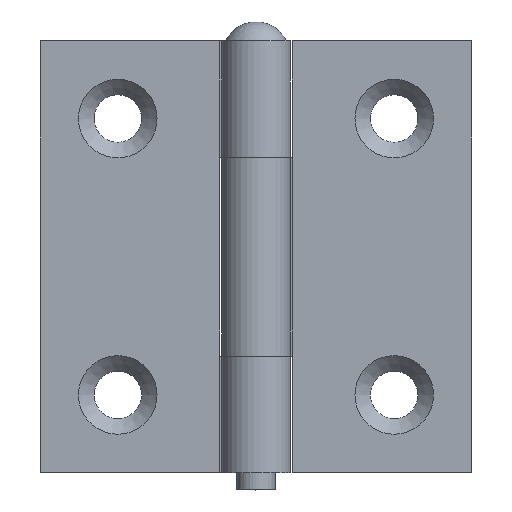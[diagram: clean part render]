
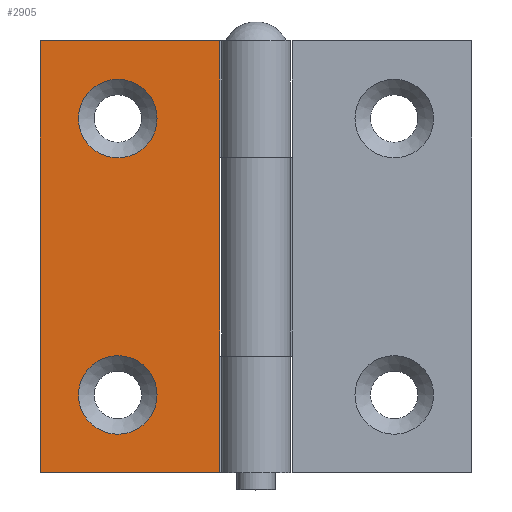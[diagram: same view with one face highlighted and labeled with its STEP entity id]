
A CAD part, top view. The second image highlights one B-rep face of the part: STEP entity #2905.
In plain terms, the highlighted planar face has unit normal (0, 0, 1).
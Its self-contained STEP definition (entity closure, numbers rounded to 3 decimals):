
#46 = ORIENTED_EDGE ( 'NONE', *, *, #3403, .F. ) ;
#297 = ORIENTED_EDGE ( 'NONE', *, *, #6430, .F. ) ;
#315 = EDGE_CURVE ( 'NONE', #10197, #10197, #6631, .T. ) ;
#390 = VECTOR ( 'NONE', #6060, 1000. ) ;
#654 = CARTESIAN_POINT ( 'NONE',  ( -16., 16., -0.4 ) ) ;
#779 = AXIS2_PLACEMENT_3D ( 'NONE', #654, #6920, #9665 ) ;
#843 = DIRECTION ( 'NONE',  ( -1., 0., 0. ) ) ;
#1008 = CARTESIAN_POINT ( 'NONE',  ( -4.2, 25., -0.4 ) ) ;
#1039 = CIRCLE ( 'NONE', #779, 4.55 ) ;
#1178 = DIRECTION ( 'NONE',  ( 0., 0., -1. ) ) ;
#1330 = ORIENTED_EDGE ( 'NONE', *, *, #6785, .T. ) ;
#1520 = EDGE_CURVE ( 'NONE', #4293, #2267, #6032, .T. ) ;
#1644 = CARTESIAN_POINT ( 'NONE',  ( -4.2, 25., -0.4 ) ) ;
#1751 = CARTESIAN_POINT ( 'NONE',  ( -20.55, -16., -0.4 ) ) ;
#1786 = CARTESIAN_POINT ( 'NONE',  ( -4.2, -11.5, -0.4 ) ) ;
#1842 = PLANE ( 'NONE',  #4113 ) ;
#1979 = CARTESIAN_POINT ( 'NONE',  ( -25., 25., -0.4 ) ) ;
#2155 = CARTESIAN_POINT ( 'NONE',  ( -4.2, -25., -0.4 ) ) ;
#2212 = CARTESIAN_POINT ( 'NONE',  ( -25., -25., -0.4 ) ) ;
#2267 = VERTEX_POINT ( 'NONE', #2212 ) ;
#2905 = ADVANCED_FACE ( 'NONE', ( #10881, #5156, #8883 ), #1842, .F. ) ;
#3011 = VERTEX_POINT ( 'NONE', #1786 ) ;
#3205 = ORIENTED_EDGE ( 'NONE', *, *, #11166, .T. ) ;
#3403 = EDGE_CURVE ( 'NONE', #11056, #3011, #6156, .T. ) ;
#3578 = CARTESIAN_POINT ( 'NONE',  ( -25., -25., -0.4 ) ) ;
#3585 = ORIENTED_EDGE ( 'NONE', *, *, #315, .T. ) ;
#3627 = CARTESIAN_POINT ( 'NONE',  ( -20.55, 16., -0.4 ) ) ;
#3867 = DIRECTION ( 'NONE',  ( 0., -1., 0. ) ) ;
#3970 = DIRECTION ( 'NONE',  ( 0., -1., 0. ) ) ;
#4113 = AXIS2_PLACEMENT_3D ( 'NONE', #9103, #4519, #843 ) ;
#4274 = EDGE_LOOP ( 'NONE', ( #3585 ) ) ;
#4293 = VERTEX_POINT ( 'NONE', #7913 ) ;
#4315 = EDGE_LOOP ( 'NONE', ( #1330, #5961, #46, #297, #9617, #4362 ) ) ;
#4362 = ORIENTED_EDGE ( 'NONE', *, *, #1520, .T. ) ;
#4519 = DIRECTION ( 'NONE',  ( 0., 0., -1. ) ) ;
#4599 = CARTESIAN_POINT ( 'NONE',  ( -25., 25., -0.4 ) ) ;
#4893 = AXIS2_PLACEMENT_3D ( 'NONE', #10391, #1178, #8507 ) ;
#5156 = FACE_BOUND ( 'NONE', #10222, .T. ) ;
#5393 = LINE ( 'NONE', #3578, #5678 ) ;
#5540 = LINE ( 'NONE', #9856, #390 ) ;
#5678 = VECTOR ( 'NONE', #10000, 1000. ) ;
#5690 = LINE ( 'NONE', #1008, #8126 ) ;
#5888 = VERTEX_POINT ( 'NONE', #3627 ) ;
#5961 = ORIENTED_EDGE ( 'NONE', *, *, #6149, .F. ) ;
#6032 = LINE ( 'NONE', #1979, #10466 ) ;
#6060 = DIRECTION ( 'NONE',  ( 0., -1., 0. ) ) ;
#6149 = EDGE_CURVE ( 'NONE', #3011, #9529, #5690, .T. ) ;
#6156 = LINE ( 'NONE', #1644, #10730 ) ;
#6305 = CARTESIAN_POINT ( 'NONE',  ( -4.2, 25., -0.4 ) ) ;
#6430 = EDGE_CURVE ( 'NONE', #7388, #11056, #5540, .T. ) ;
#6631 = CIRCLE ( 'NONE', #4893, 4.55 ) ;
#6665 = DIRECTION ( 'NONE',  ( 1., 0., 0. ) ) ;
#6785 = EDGE_CURVE ( 'NONE', #2267, #9529, #5393, .T. ) ;
#6920 = DIRECTION ( 'NONE',  ( 0., 0., -1. ) ) ;
#7184 = DIRECTION ( 'NONE',  ( 0., -1., 0. ) ) ;
#7388 = VERTEX_POINT ( 'NONE', #6305 ) ;
#7913 = CARTESIAN_POINT ( 'NONE',  ( -25., 25., -0.4 ) ) ;
#8126 = VECTOR ( 'NONE', #3970, 1000. ) ;
#8507 = DIRECTION ( 'NONE',  ( -1., 0., 0. ) ) ;
#8626 = EDGE_CURVE ( 'NONE', #4293, #7388, #11090, .T. ) ;
#8883 = FACE_OUTER_BOUND ( 'NONE', #4315, .T. ) ;
#9103 = CARTESIAN_POINT ( 'NONE',  ( -25., 25., -0.4 ) ) ;
#9508 = VECTOR ( 'NONE', #6665, 1000. ) ;
#9529 = VERTEX_POINT ( 'NONE', #2155 ) ;
#9617 = ORIENTED_EDGE ( 'NONE', *, *, #8626, .F. ) ;
#9665 = DIRECTION ( 'NONE',  ( -1., 0., 0. ) ) ;
#9856 = CARTESIAN_POINT ( 'NONE',  ( -4.2, 25., -0.4 ) ) ;
#10000 = DIRECTION ( 'NONE',  ( 1., 0., 0. ) ) ;
#10197 = VERTEX_POINT ( 'NONE', #1751 ) ;
#10222 = EDGE_LOOP ( 'NONE', ( #3205 ) ) ;
#10391 = CARTESIAN_POINT ( 'NONE',  ( -16., -16., -0.4 ) ) ;
#10466 = VECTOR ( 'NONE', #3867, 1000. ) ;
#10730 = VECTOR ( 'NONE', #7184, 1000. ) ;
#10881 = FACE_BOUND ( 'NONE', #4274, .T. ) ;
#11056 = VERTEX_POINT ( 'NONE', #11438 ) ;
#11090 = LINE ( 'NONE', #4599, #9508 ) ;
#11166 = EDGE_CURVE ( 'NONE', #5888, #5888, #1039, .T. ) ;
#11438 = CARTESIAN_POINT ( 'NONE',  ( -4.2, 11.5, -0.4 ) ) ;
